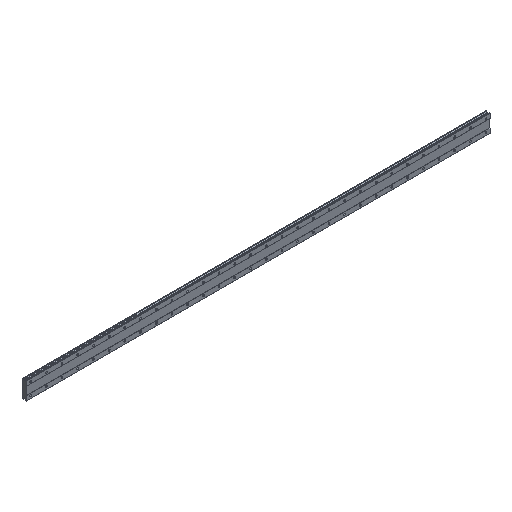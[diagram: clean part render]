
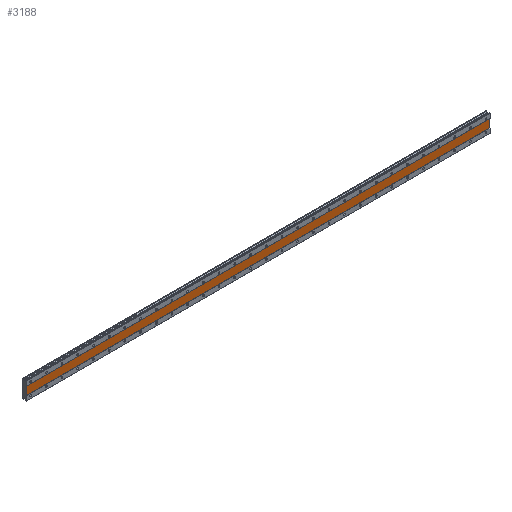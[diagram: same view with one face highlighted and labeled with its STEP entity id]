
A CAD part, isometric view. The second image highlights one B-rep face of the part: STEP entity #3188.
In plain terms, the highlighted planar face has unit normal (0, -1, 0).
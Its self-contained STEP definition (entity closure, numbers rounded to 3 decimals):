
#184 = ORIENTED_EDGE ( 'NONE', *, *, #4212, .F. ) ;
#284 = CARTESIAN_POINT ( 'NONE',  ( 2340., 1., 20. ) ) ;
#826 = ORIENTED_EDGE ( 'NONE', *, *, #4542, .F. ) ;
#976 = DIRECTION ( 'NONE',  ( 0., 0., -1. ) ) ;
#981 = EDGE_LOOP ( 'NONE', ( #826, #1139, #3560, #184 ) ) ;
#1139 = ORIENTED_EDGE ( 'NONE', *, *, #5525, .F. ) ;
#1734 = CARTESIAN_POINT ( 'NONE',  ( 2340., 1., 20. ) ) ;
#2013 = PLANE ( 'NONE',  #5095 ) ;
#2338 = DIRECTION ( 'NONE',  ( 1., 0., 0. ) ) ;
#2362 = VECTOR ( 'NONE', #7342, 1000. ) ;
#2536 = EDGE_CURVE ( 'NONE', #7284, #9773, #9549, .T. ) ;
#2663 = CARTESIAN_POINT ( 'NONE',  ( -20., 1., -20. ) ) ;
#2786 = CARTESIAN_POINT ( 'NONE',  ( 2340., 1., 20. ) ) ;
#3059 = CARTESIAN_POINT ( 'NONE',  ( 2340., 1., -20. ) ) ;
#3188 = ADVANCED_FACE ( 'NONE', ( #6783 ), #2013, .F. ) ;
#3220 = VECTOR ( 'NONE', #4252, 1000. ) ;
#3462 = LINE ( 'NONE', #284, #7068 ) ;
#3504 = LINE ( 'NONE', #6541, #2362 ) ;
#3560 = ORIENTED_EDGE ( 'NONE', *, *, #2536, .F. ) ;
#3734 = DIRECTION ( 'NONE',  ( 0., 0., 1. ) ) ;
#4074 = VECTOR ( 'NONE', #2338, 1000. ) ;
#4212 = EDGE_CURVE ( 'NONE', #4546, #7284, #4988, .T. ) ;
#4252 = DIRECTION ( 'NONE',  ( 0., 0., 1. ) ) ;
#4542 = EDGE_CURVE ( 'NONE', #6597, #4546, #3504, .T. ) ;
#4546 = VERTEX_POINT ( 'NONE', #2663 ) ;
#4988 = LINE ( 'NONE', #9053, #3220 ) ;
#5095 = AXIS2_PLACEMENT_3D ( 'NONE', #2786, #6086, #3734 ) ;
#5525 = EDGE_CURVE ( 'NONE', #9773, #6597, #3462, .T. ) ;
#6086 = DIRECTION ( 'NONE',  ( 0., 1., 0. ) ) ;
#6415 = CARTESIAN_POINT ( 'NONE',  ( 2340., 1., 20. ) ) ;
#6541 = CARTESIAN_POINT ( 'NONE',  ( 2340., 1., -20. ) ) ;
#6597 = VERTEX_POINT ( 'NONE', #3059 ) ;
#6783 = FACE_OUTER_BOUND ( 'NONE', #981, .T. ) ;
#7068 = VECTOR ( 'NONE', #976, 1000. ) ;
#7284 = VERTEX_POINT ( 'NONE', #7702 ) ;
#7342 = DIRECTION ( 'NONE',  ( -1., 0., 0. ) ) ;
#7702 = CARTESIAN_POINT ( 'NONE',  ( -20., 1., 20. ) ) ;
#9053 = CARTESIAN_POINT ( 'NONE',  ( -20., 1., 20. ) ) ;
#9549 = LINE ( 'NONE', #6415, #4074 ) ;
#9773 = VERTEX_POINT ( 'NONE', #1734 ) ;
